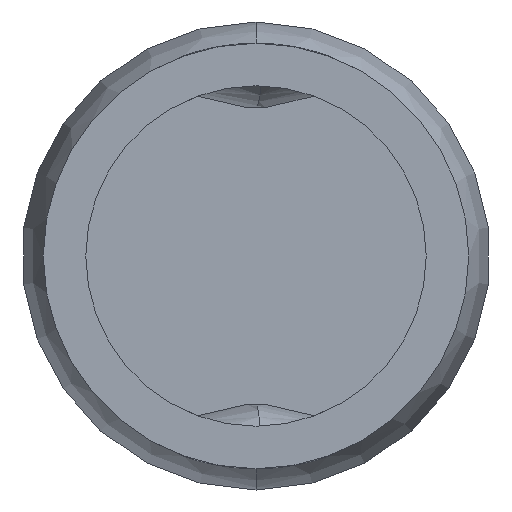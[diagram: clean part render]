
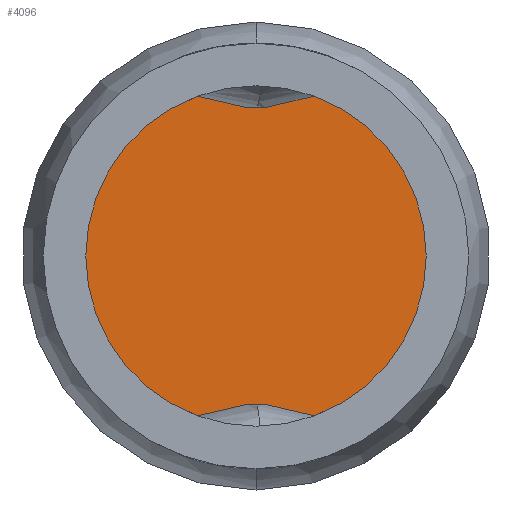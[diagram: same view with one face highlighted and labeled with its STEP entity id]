
A CAD part, front view. The second image highlights one B-rep face of the part: STEP entity #4096.
In plain terms, the highlighted planar face has unit normal (0, -1, 0).
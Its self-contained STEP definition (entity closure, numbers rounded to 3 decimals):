
#260 = DIRECTION ( 'NONE',  ( 0., 0., 1. ) ) ;
#364 = AXIS2_PLACEMENT_3D ( 'NONE', #981, #1058, #1925 ) ;
#547 = PLANE ( 'NONE',  #364 ) ;
#752 = EDGE_LOOP ( 'NONE', ( #2367, #3812 ) ) ;
#806 = DIRECTION ( 'NONE',  ( 0., 0., 1. ) ) ;
#981 = CARTESIAN_POINT ( 'NONE',  ( 0., 5.2, 0. ) ) ;
#1058 = DIRECTION ( 'NONE',  ( 0., 1., 0. ) ) ;
#1358 = CARTESIAN_POINT ( 'NONE',  ( 0., 5.2, -0.4 ) ) ;
#1532 = CIRCLE ( 'NONE', #4577, 0.4 ) ;
#1925 = DIRECTION ( 'NONE',  ( 0., 0., 1. ) ) ;
#1935 = EDGE_CURVE ( 'Defeature ausgef�hrt2_0+Defeature ausgef�hrt2_28+Defeature ausgef�hrt2_28+Defeature ausgef�hrt2_28', #4023, #2619, #2333, .T. ) ;
#2233 = DIRECTION ( 'NONE',  ( 0., 1., 0. ) ) ;
#2333 = CIRCLE ( 'NONE', #3537, 0.4 ) ;
#2367 = ORIENTED_EDGE ( 'NONE', *, *, #1935, .F. ) ;
#2619 = VERTEX_POINT ( 'NONE', #1358 ) ;
#3343 = CARTESIAN_POINT ( 'NONE',  ( 0., 5.2, 0.4 ) ) ;
#3537 = AXIS2_PLACEMENT_3D ( 'NONE', #4449, #3909, #260 ) ;
#3812 = ORIENTED_EDGE ( 'NONE', *, *, #4266, .F. ) ;
#3909 = DIRECTION ( 'NONE',  ( 0., 1., 0. ) ) ;
#4023 = VERTEX_POINT ( 'NONE', #3343 ) ;
#4096 = ADVANCED_FACE ( 'Defeature ausgef�hrt2_28', ( #5740 ), #547, .F. ) ;
#4266 = EDGE_CURVE ( 'Defeature ausgef�hrt2_0+Defeature ausgef�hrt2_28+Defeature ausgef�hrt2_28+Defeature ausgef�hrt2_28', #2619, #4023, #1532, .T. ) ;
#4449 = CARTESIAN_POINT ( 'NONE',  ( 0., 5.2, 0. ) ) ;
#4577 = AXIS2_PLACEMENT_3D ( 'NONE', #5583, #2233, #806 ) ;
#5583 = CARTESIAN_POINT ( 'NONE',  ( 0., 5.2, 0. ) ) ;
#5740 = FACE_OUTER_BOUND ( 'NONE', #752, .T. ) ;
